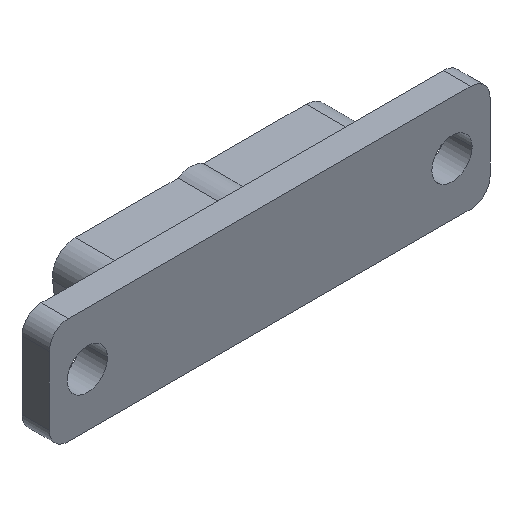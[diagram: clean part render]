
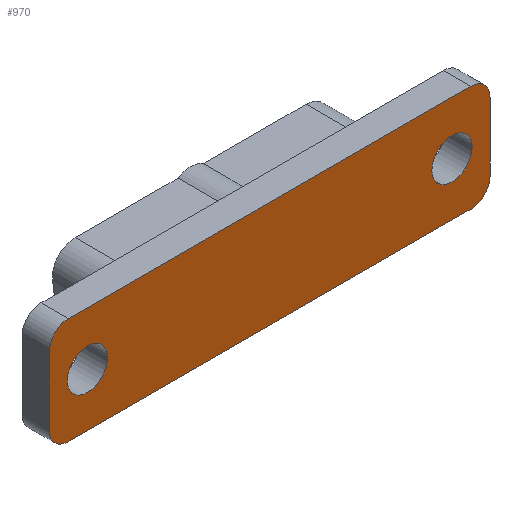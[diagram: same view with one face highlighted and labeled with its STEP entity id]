
A CAD part, isometric view. The second image highlights one B-rep face of the part: STEP entity #970.
In plain terms, the highlighted planar face has unit normal (0, -1, 0).
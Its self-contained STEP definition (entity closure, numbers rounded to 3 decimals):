
#40=CARTESIAN_POINT('Vertex',(-13.325,-5.2,0.)) ;
#45=CARTESIAN_POINT('Axis2P3D Location',(-12.,-5.2,0.)) ;
#49=CARTESIAN_POINT('Vertex',(-10.675,-5.2,0.)) ;
#71=CARTESIAN_POINT('Axis2P3D Location',(-12.,-5.2,0.)) ;
#106=CARTESIAN_POINT('Vertex',(13.25,-5.2,-3.5)) ;
#109=CARTESIAN_POINT('Line Origine',(0.,-5.2,-3.5)) ;
#113=CARTESIAN_POINT('Vertex',(-13.25,-5.2,-3.5)) ;
#146=CARTESIAN_POINT('Vertex',(14.5,-5.2,2.25)) ;
#149=CARTESIAN_POINT('Line Origine',(14.5,-5.2,0.)) ;
#153=CARTESIAN_POINT('Vertex',(14.5,-5.2,-2.25)) ;
#173=CARTESIAN_POINT('Line Origine',(0.,-5.2,3.5)) ;
#177=CARTESIAN_POINT('Vertex',(-13.25,-5.2,3.5)) ;
#179=CARTESIAN_POINT('Vertex',(13.25,-5.2,3.5)) ;
#213=CARTESIAN_POINT('Line Origine',(-14.5,-5.2,0.)) ;
#217=CARTESIAN_POINT('Vertex',(-14.5,-5.2,-2.25)) ;
#219=CARTESIAN_POINT('Vertex',(-14.5,-5.2,2.25)) ;
#850=CARTESIAN_POINT('Axis2P3D Location',(-13.25,-5.2,-2.25)) ;
#872=CARTESIAN_POINT('Axis2P3D Location',(-13.25,-5.2,2.25)) ;
#894=CARTESIAN_POINT('Axis2P3D Location',(13.25,-5.2,2.25)) ;
#916=CARTESIAN_POINT('Axis2P3D Location',(13.25,-5.2,-2.25)) ;
#933=CARTESIAN_POINT('Axis2P3D Location',(0.,-5.2,0.)) ;
#948=CARTESIAN_POINT('Axis2P3D Location',(12.,-5.2,0.)) ;
#952=CARTESIAN_POINT('Vertex',(13.325,-5.2,0.)) ;
#954=CARTESIAN_POINT('Vertex',(10.675,-5.2,0.)) ;
#957=CARTESIAN_POINT('Axis2P3D Location',(12.,-5.2,0.)) ;
#111=VECTOR('Line Direction',#110,1.) ;
#151=VECTOR('Line Direction',#150,1.) ;
#175=VECTOR('Line Direction',#174,1.) ;
#215=VECTOR('Line Direction',#214,1.) ;
#46=DIRECTION('Axis2P3D Direction',(0.,-1.,-0.)) ;
#72=DIRECTION('Axis2P3D Direction',(0.,-1.,-0.)) ;
#110=DIRECTION('Vector Direction',(1.,0.,0.)) ;
#150=DIRECTION('Vector Direction',(0.,0.,1.)) ;
#174=DIRECTION('Vector Direction',(-1.,0.,0.)) ;
#214=DIRECTION('Vector Direction',(0.,0.,-1.)) ;
#851=DIRECTION('Axis2P3D Direction',(0.,-1.,0.)) ;
#873=DIRECTION('Axis2P3D Direction',(0.,-1.,0.)) ;
#895=DIRECTION('Axis2P3D Direction',(0.,-1.,0.)) ;
#917=DIRECTION('Axis2P3D Direction',(0.,-1.,0.)) ;
#934=DIRECTION('Axis2P3D Direction',(0.,1.,-0.)) ;
#935=DIRECTION('Axis2P3D XDirection',(-1.,0.,0.)) ;
#949=DIRECTION('Axis2P3D Direction',(0.,1.,-0.)) ;
#958=DIRECTION('Axis2P3D Direction',(0.,1.,-0.)) ;
#47=AXIS2_PLACEMENT_3D('Circle Axis2P3D',#45,#46,$) ;
#73=AXIS2_PLACEMENT_3D('Circle Axis2P3D',#71,#72,$) ;
#852=AXIS2_PLACEMENT_3D('Circle Axis2P3D',#850,#851,$) ;
#874=AXIS2_PLACEMENT_3D('Circle Axis2P3D',#872,#873,$) ;
#896=AXIS2_PLACEMENT_3D('Circle Axis2P3D',#894,#895,$) ;
#918=AXIS2_PLACEMENT_3D('Circle Axis2P3D',#916,#917,$) ;
#936=AXIS2_PLACEMENT_3D('Plane Axis2P3D',#933,#934,#935) ;
#950=AXIS2_PLACEMENT_3D('Circle Axis2P3D',#948,#949,$) ;
#959=AXIS2_PLACEMENT_3D('Circle Axis2P3D',#957,#958,$) ;
#112=LINE('Line',#109,#111) ;
#152=LINE('Line',#149,#151) ;
#176=LINE('Line',#173,#175) ;
#216=LINE('Line',#213,#215) ;
#48=CIRCLE('generated circle',#47,1.325) ;
#74=CIRCLE('generated circle',#73,1.325) ;
#853=CIRCLE('generated circle',#852,1.25) ;
#875=CIRCLE('generated circle',#874,1.25) ;
#897=CIRCLE('generated circle',#896,1.25) ;
#919=CIRCLE('generated circle',#918,1.25) ;
#951=CIRCLE('generated circle',#950,1.325) ;
#960=CIRCLE('generated circle',#959,1.325) ;
#937=PLANE('',#936) ;
#965=FACE_BOUND('',#962,.T.) ;
#969=FACE_BOUND('',#966,.T.) ;
#51=EDGE_CURVE('',#50,#41,#48,.F.) ;
#75=EDGE_CURVE('',#41,#50,#74,.F.) ;
#115=EDGE_CURVE('',#107,#114,#112,.F.) ;
#155=EDGE_CURVE('',#147,#154,#152,.F.) ;
#181=EDGE_CURVE('',#178,#180,#176,.F.) ;
#221=EDGE_CURVE('',#218,#220,#216,.F.) ;
#854=EDGE_CURVE('',#114,#218,#853,.F.) ;
#876=EDGE_CURVE('',#220,#178,#875,.F.) ;
#898=EDGE_CURVE('',#180,#147,#897,.F.) ;
#920=EDGE_CURVE('',#154,#107,#919,.F.) ;
#956=EDGE_CURVE('',#953,#955,#951,.F.) ;
#961=EDGE_CURVE('',#955,#953,#960,.F.) ;
#938=EDGE_LOOP('',(#939,#940,#941,#942,#943,#944,#945,#946)) ;
#962=EDGE_LOOP('',(#963,#964)) ;
#966=EDGE_LOOP('',(#967,#968)) ;
#939=ORIENTED_EDGE('',*,*,#854,.F.) ;
#940=ORIENTED_EDGE('',*,*,#115,.F.) ;
#941=ORIENTED_EDGE('',*,*,#920,.F.) ;
#942=ORIENTED_EDGE('',*,*,#155,.F.) ;
#943=ORIENTED_EDGE('',*,*,#898,.F.) ;
#944=ORIENTED_EDGE('',*,*,#181,.F.) ;
#945=ORIENTED_EDGE('',*,*,#876,.F.) ;
#946=ORIENTED_EDGE('',*,*,#221,.F.) ;
#963=ORIENTED_EDGE('',*,*,#956,.F.) ;
#964=ORIENTED_EDGE('',*,*,#961,.F.) ;
#967=ORIENTED_EDGE('',*,*,#51,.T.) ;
#968=ORIENTED_EDGE('',*,*,#75,.T.) ;
#41=VERTEX_POINT('',#40) ;
#50=VERTEX_POINT('',#49) ;
#107=VERTEX_POINT('',#106) ;
#114=VERTEX_POINT('',#113) ;
#147=VERTEX_POINT('',#146) ;
#154=VERTEX_POINT('',#153) ;
#178=VERTEX_POINT('',#177) ;
#180=VERTEX_POINT('',#179) ;
#218=VERTEX_POINT('',#217) ;
#220=VERTEX_POINT('',#219) ;
#953=VERTEX_POINT('',#952) ;
#955=VERTEX_POINT('',#954) ;
#970=ADVANCED_FACE('Corps principal',(#947,#965,#969),#937,.F.) ;
#947=FACE_OUTER_BOUND('',#938,.T.) ;
